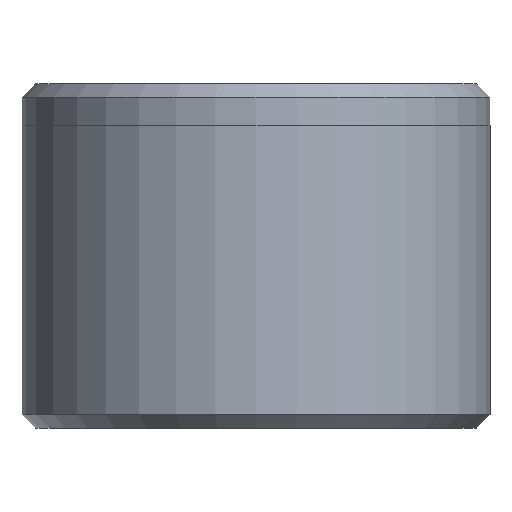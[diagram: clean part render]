
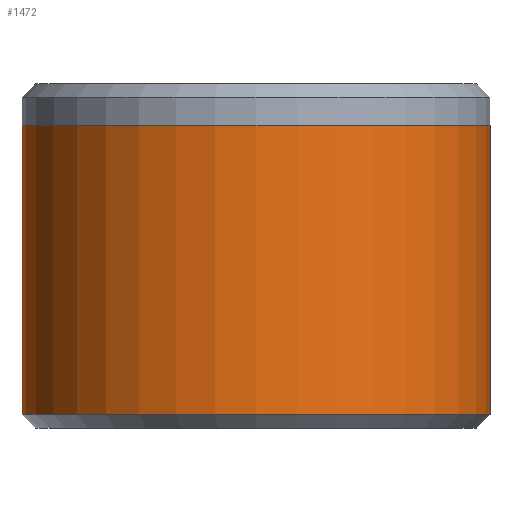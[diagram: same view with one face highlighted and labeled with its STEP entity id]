
A CAD part, front view. The second image highlights one B-rep face of the part: STEP entity #1472.
In plain terms, the highlighted cylindrical face has radius 17 mm (diameter 34 mm), a partial arc.
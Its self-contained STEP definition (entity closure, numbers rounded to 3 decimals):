
#94 = VERTEX_POINT ( 'NONE', #1285 ) ;
#168 = EDGE_CURVE ( 'NONE', #274, #1544, #310, .T. ) ;
#274 = VERTEX_POINT ( 'NONE', #1537 ) ;
#309 = EDGE_CURVE ( 'NONE', #274, #1795, #1783, .T. ) ;
#310 = LINE ( 'NONE', #1925, #1935 ) ;
#389 = DIRECTION ( 'NONE',  ( 0., 0., -1. ) ) ;
#421 = CIRCLE ( 'NONE', #904, 17. ) ;
#440 = CARTESIAN_POINT ( 'NONE',  ( 0., 0., 25. ) ) ;
#452 = DIRECTION ( 'NONE',  ( 0., 0., -1. ) ) ;
#496 = DIRECTION ( 'NONE',  ( -1., 0., 0. ) ) ;
#557 = ORIENTED_EDGE ( 'NONE', *, *, #1348, .F. ) ;
#588 = DIRECTION ( 'NONE',  ( 0., 0., -1. ) ) ;
#590 = CYLINDRICAL_SURFACE ( 'NONE', #657, 17. ) ;
#591 = CARTESIAN_POINT ( 'NONE',  ( 17., 0., 25. ) ) ;
#635 = FACE_OUTER_BOUND ( 'NONE', #1669, .T. ) ;
#657 = AXIS2_PLACEMENT_3D ( 'NONE', #440, #452, #496 ) ;
#778 = ORIENTED_EDGE ( 'NONE', *, *, #1344, .T. ) ;
#834 = LINE ( 'NONE', #591, #1609 ) ;
#844 = ORIENTED_EDGE ( 'NONE', *, *, #168, .T. ) ;
#867 = CARTESIAN_POINT ( 'NONE',  ( 0., 0., 1. ) ) ;
#872 = DIRECTION ( 'NONE',  ( 0., 0., 1. ) ) ;
#879 = DIRECTION ( 'NONE',  ( 1., 0., 0. ) ) ;
#904 = AXIS2_PLACEMENT_3D ( 'NONE', #867, #872, #879 ) ;
#921 = CARTESIAN_POINT ( 'NONE',  ( 0., 0., 22. ) ) ;
#930 = DIRECTION ( 'NONE',  ( 0., 0., 1. ) ) ;
#944 = DIRECTION ( 'NONE',  ( 1., 0., 0. ) ) ;
#1044 = ORIENTED_EDGE ( 'NONE', *, *, #309, .F. ) ;
#1285 = CARTESIAN_POINT ( 'NONE',  ( 17., 0., 1. ) ) ;
#1344 = EDGE_CURVE ( 'NONE', #1544, #94, #421, .T. ) ;
#1348 = EDGE_CURVE ( 'NONE', #1795, #94, #834, .T. ) ;
#1410 = CARTESIAN_POINT ( 'NONE',  ( 17., 0., 22. ) ) ;
#1442 = CARTESIAN_POINT ( 'NONE',  ( -17., 0., 1. ) ) ;
#1472 = ADVANCED_FACE ( 'NONE', ( #635 ), #590, .T. ) ;
#1537 = CARTESIAN_POINT ( 'NONE',  ( -17., 0., 22. ) ) ;
#1544 = VERTEX_POINT ( 'NONE', #1442 ) ;
#1609 = VECTOR ( 'NONE', #588, 1000. ) ;
#1669 = EDGE_LOOP ( 'NONE', ( #557, #1044, #844, #778 ) ) ;
#1783 = CIRCLE ( 'NONE', #1976, 17. ) ;
#1795 = VERTEX_POINT ( 'NONE', #1410 ) ;
#1925 = CARTESIAN_POINT ( 'NONE',  ( -17., 0., 25. ) ) ;
#1935 = VECTOR ( 'NONE', #389, 1000. ) ;
#1976 = AXIS2_PLACEMENT_3D ( 'NONE', #921, #930, #944 ) ;
